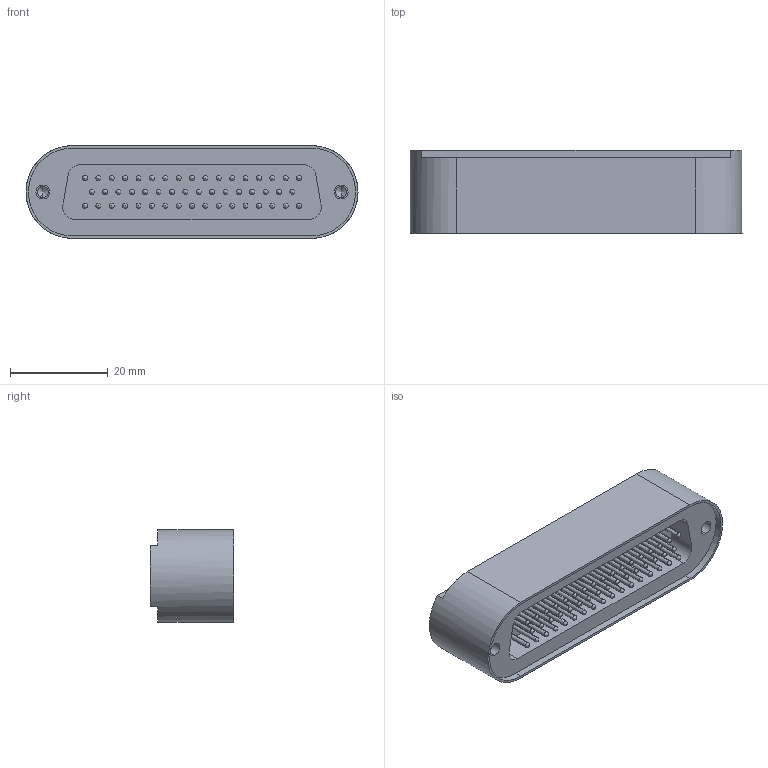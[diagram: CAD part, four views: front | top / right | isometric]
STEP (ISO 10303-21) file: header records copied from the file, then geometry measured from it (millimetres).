
FILE_DESCRIPTION (( 'STEP AP214' ), '1' );
FILE_NAME ('218-D50-SS.STEP', '2014-05-14T11:35:24', ( 'allectra' ), ( 'Microsoft' ), 'SwSTEP 2.0', 'SolidWorks 2013', '' );
FILE_SCHEMA (( 'AUTOMOTIVE_DESIGN' ));
Length unit declared in the file: millimetre
Products named in the file (3): 9210-PIN-FENI; 9218-D50-SS_50 pin 1mm; 218-D50-SS
Assembly tree (115 placements, depth 2):
  218-D50-SS
    9218-D50-SS_50 pin 1mm
    9210-PIN-FENI  x114
Bounding box: 68 x 17 x 19 mm (x, y, z)
Volume: 12073.1 mm3; surface area: 13305.6 mm2
Topology: 115 solids, 115 shells, 617 faces, 1816 edges, 1204 vertices
Faces by surface type: cylinder 356, sphere 228, plane 25, cone 8
Entity records: 6546 total; most frequent: DIRECTION 1276, CARTESIAN_POINT 1025, ORIENTED_EDGE 892, AXIS2_PLACEMENT_3D 547, EDGE_CURVE 446, VERTEX_POINT 296, EDGE_LOOP 276, CIRCLE 264
